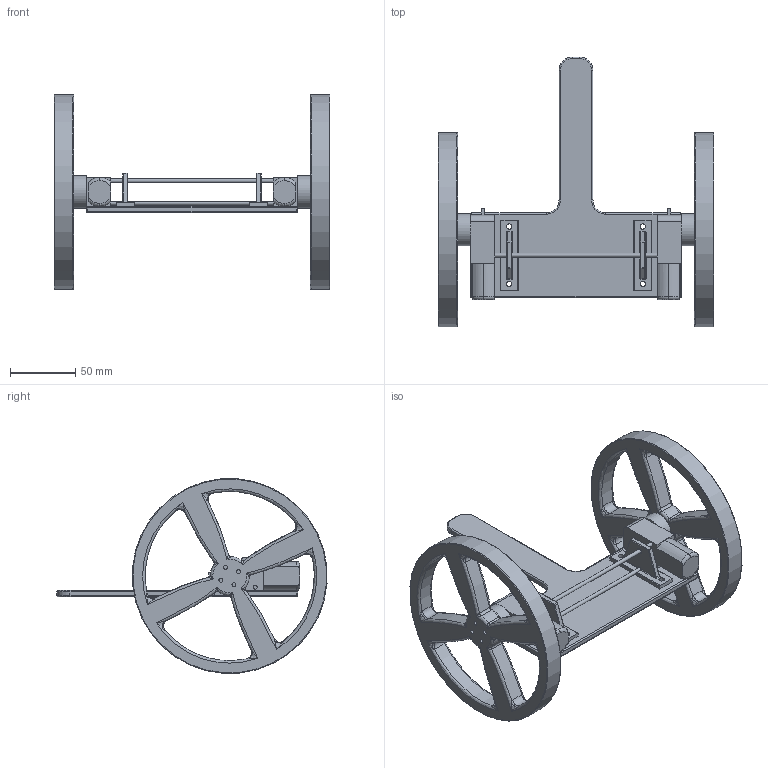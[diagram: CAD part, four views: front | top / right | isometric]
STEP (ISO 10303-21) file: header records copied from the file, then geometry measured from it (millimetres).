
FILE_DESCRIPTION(/* description */ ('Unknown'),/* implementation_level */ '2;1');
FILE_NAME(/* name */ 'sponge_panjan1',/* time_stamp */ '2024-05-06T23:50:06+09:00',/* author */ ('Unknown'),/* organization */ ('Unknown'),/* preprocessor_version */ 'ST-DEVELOPER v18.102',/* originating_system */ 'Solid Edge',/* authorisation */ 'Unknown');
FILE_SCHEMA (('AUTOMOTIVE_DESIGN {1 0 10303 214 3 1 1}'));
Length unit declared in the file: millimetre
Products named in the file (7): Asm3; body; mtuke1; zikuuke3; ziku1; taiya; モー|<焉a反ﾛｿ
Assembly tree (11 placements, depth 2):
  Asm3
    body
    mtuke1  x2
    zikuuke3  x2
    ziku1  x2
    taiya  x2
    モー|<焉a反ﾛｿ  x2
Bounding box: 212 x 207.6 x 149.58 mm (x, y, z)
Volume: 395252.9 mm3; surface area: 126417.9 mm2
Topology: 11 solids, 11 shells, 492 faces, 1276 edges, 726 vertices
Faces by surface type: bspline 176, cylinder 158, plane 86, torus 56, sphere 16
Full cylindrical faces by diameter (mm): 3 x8, 3.1 x12, 3.2 x12, 4 x4, 4.1 x4, 5.4 x2, 25 x2, 150 x2
Entity records: 21346 total; most frequent: CARTESIAN_POINT 15516, ORIENTED_EDGE 1228, DIRECTION 992, EDGE_CURVE 614, AXIS2_PLACEMENT_3D 406, VERTEX_POINT 382, EDGE_LOOP 362, FACE_BOUND 362
